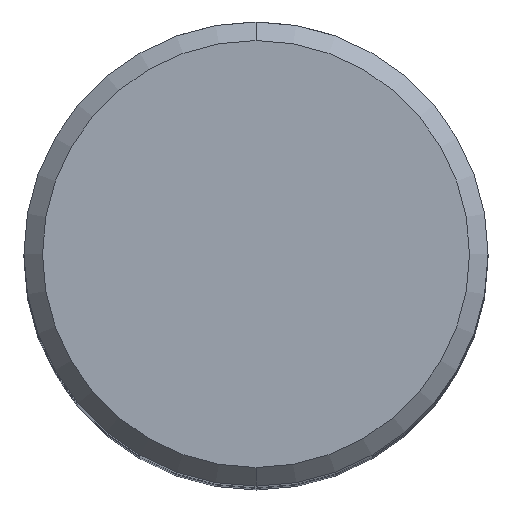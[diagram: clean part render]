
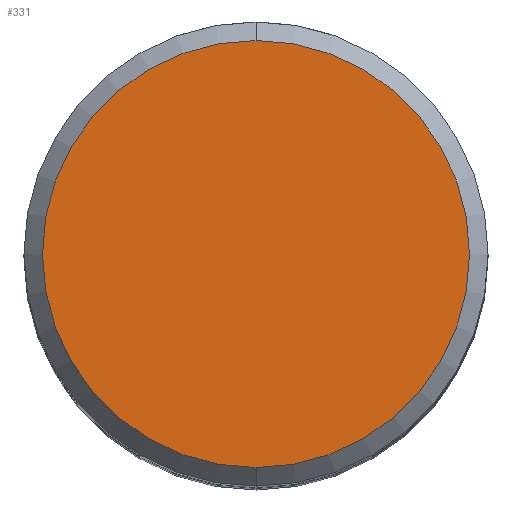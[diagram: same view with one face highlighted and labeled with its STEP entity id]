
A CAD part, top view. The second image highlights one B-rep face of the part: STEP entity #331.
In plain terms, the highlighted planar face has unit normal (0, 0, 1).
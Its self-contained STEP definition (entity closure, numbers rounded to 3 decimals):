
#181=VERTEX_POINT('',#481);
#225=EDGE_CURVE('',#419,#181,#531,.T.);
#331=ADVANCED_FACE('',(#647),#648,.T.);
#395=EDGE_CURVE('',#181,#419,#721,.T.);
#419=VERTEX_POINT('',#747);
#481=CARTESIAN_POINT('',(0.0,11.5,0.0));
#531=CIRCLE('',#917,11.5);
#647=FACE_OUTER_BOUND('',#1323,.T.);
#648=PLANE('',#1324);
#721=CIRCLE('',#1483,11.5);
#747=CARTESIAN_POINT('',(0.,-11.5,0.0));
#917=AXIS2_PLACEMENT_3D('',#1650,#1651,#1652);
#1323=EDGE_LOOP('',(#1774,#1775));
#1324=AXIS2_PLACEMENT_3D('',#1776,#1777,#1778);
#1483=AXIS2_PLACEMENT_3D('',#1865,#1866,#1867);
#1650=CARTESIAN_POINT('',(0.0,0.0,0.0));
#1651=DIRECTION('',(0.0,0.0,-1.0));
#1652=DIRECTION('',(0.0,1.0,0.0));
#1774=ORIENTED_EDGE('',*,*,#395,.F.);
#1775=ORIENTED_EDGE('',*,*,#225,.F.);
#1776=CARTESIAN_POINT('',(0.0,5.75,0.0));
#1777=DIRECTION('',(-0.0,0.0,1.0));
#1778=DIRECTION('',(0.0,-1.0,0.0));
#1865=CARTESIAN_POINT('',(0.0,0.0,0.0));
#1866=DIRECTION('',(0.0,0.0,-1.0));
#1867=DIRECTION('',(0.0,1.0,0.0));
